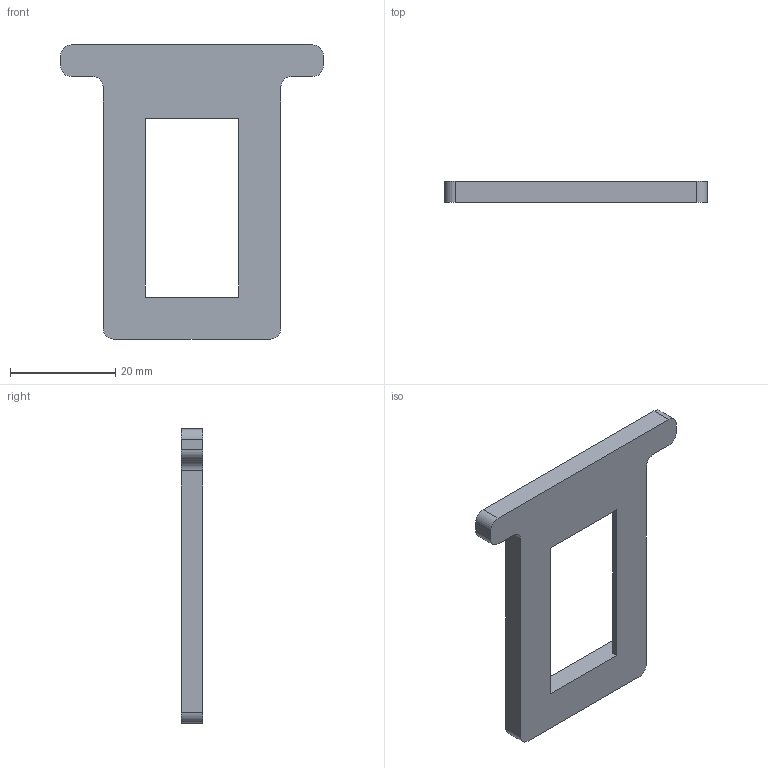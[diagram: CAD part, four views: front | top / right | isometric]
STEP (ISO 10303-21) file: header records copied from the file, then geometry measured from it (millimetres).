
FILE_DESCRIPTION(/* description */ (''),/* implementation_level */ '2;1');
FILE_NAME(/* name */ '00_Slider_Polarizationfilterr.ipt.step',/* time_stamp */ '2022-11-29T07:50:35+01:00',/* author */ ('diederichbenedict'),/* organization */ (''),/* preprocessor_version */ 'ST-DEVELOPER v18.1',/* originating_system */ 'Autodesk Inventor 2022',/* authorisation */ '');
FILE_SCHEMA (('AUTOMOTIVE_DESIGN { 1 0 10303 214 3 1 1 }'));
Length unit declared in the file: millimetre
Products named in the file (1): 00_Polarizationfilter_Holder
Bounding box: 50 x 4 x 56 mm (x, y, z)
Volume: 4553.3 mm3; surface area: 4201 mm2
Topology: 1 solids, 1 shells, 149 faces, 399 edges, 266 vertices
Faces by surface type: plane 88, bspline 53, cylinder 8
Entity records: 4932 total; most frequent: CARTESIAN_POINT 1504, ORIENTED_EDGE 798, DIRECTION 503, EDGE_CURVE 399, LINE 277, VECTOR 277, VERTEX_POINT 266, EDGE_LOOP 165
